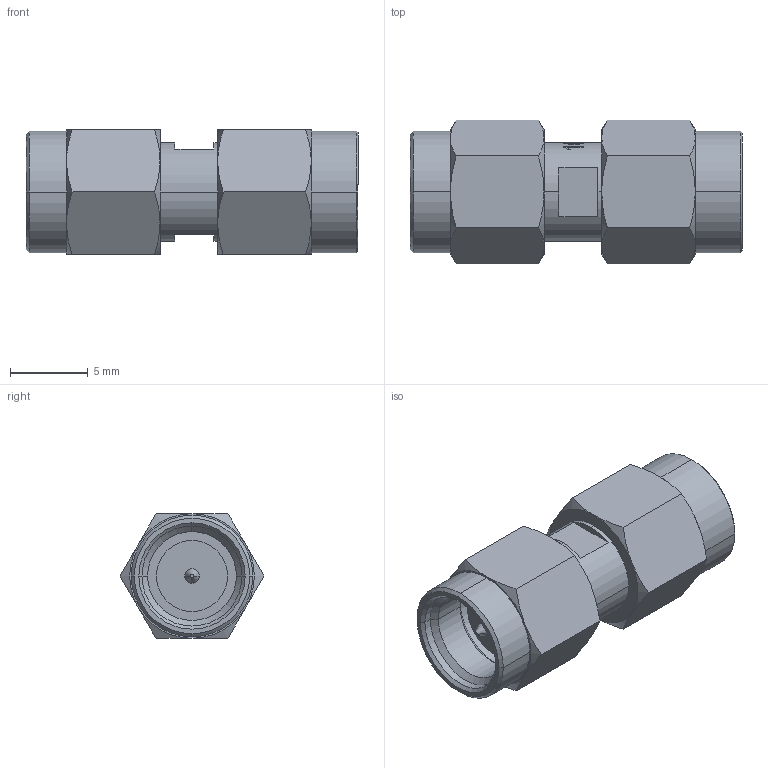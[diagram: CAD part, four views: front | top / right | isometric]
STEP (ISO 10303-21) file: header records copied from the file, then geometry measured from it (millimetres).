
FILE_DESCRIPTION (( 'STEP AP214' ), '1' );
FILE_NAME ('FMAD1646_3D.step', '2023-03-13T20:46:47', ( '' ), ( '' ), 'SwSTEP 2.0', 'SolidWorks 2022', '' );
FILE_SCHEMA (( 'AUTOMOTIVE_DESIGN' ));
Length unit declared in the file: inch
Products named in the file (1): FMAD1646_3D
Bounding box: 21.3 x 9.24 x 8 mm (x, y, z)
Volume: 795.8 mm3; surface area: 974.8 mm2
Topology: 1 solids, 1 shells, 186 faces, 436 edges, 270 vertices
Faces by surface type: cone 57, plane 47, cylinder 46, bspline 36
Entity records: 7845 total; most frequent: CARTESIAN_POINT 3850, ORIENTED_EDGE 872, DIRECTION 730, EDGE_CURVE 436, AXIS2_PLACEMENT_3D 303, VERTEX_POINT 270, EDGE_LOOP 204, ADVANCED_FACE 186
